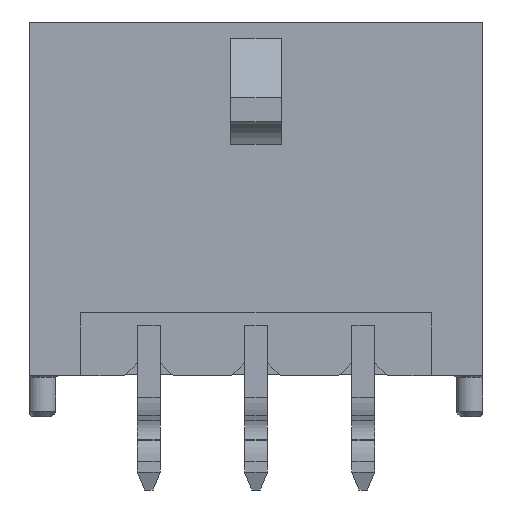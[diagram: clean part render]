
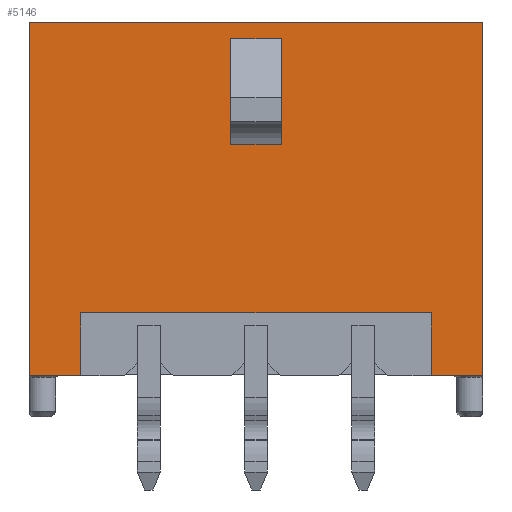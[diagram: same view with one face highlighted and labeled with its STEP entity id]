
A CAD part, left-side view. The second image highlights one B-rep face of the part: STEP entity #5146.
In plain terms, the highlighted planar face has unit normal (-1, 0, 0).
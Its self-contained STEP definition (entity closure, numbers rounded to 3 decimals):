
#773=ORIENTED_EDGE('',*,*,#2110,.T.);
#774=ORIENTED_EDGE('',*,*,#2111,.T.);
#775=ORIENTED_EDGE('',*,*,#2112,.F.);
#776=ORIENTED_EDGE('',*,*,#2113,.F.);
#777=ORIENTED_EDGE('',*,*,#2114,.F.);
#778=ORIENTED_EDGE('',*,*,#1954,.F.);
#779=ORIENTED_EDGE('',*,*,#2096,.T.);
#780=ORIENTED_EDGE('',*,*,#1908,.T.);
#781=ORIENTED_EDGE('',*,*,#2102,.F.);
#782=ORIENTED_EDGE('',*,*,#1822,.F.);
#783=ORIENTED_EDGE('',*,*,#2115,.F.);
#784=ORIENTED_EDGE('',*,*,#2116,.F.);
#1822=EDGE_CURVE('',#2558,#2552,#3076,.T.);
#1908=EDGE_CURVE('',#2632,#2631,#3162,.T.);
#1954=EDGE_CURVE('',#2676,#2677,#3206,.T.);
#2096=EDGE_CURVE('',#2676,#2632,#3346,.T.);
#2102=EDGE_CURVE('',#2552,#2631,#3349,.T.);
#2110=EDGE_CURVE('',#2757,#2758,#3356,.T.);
#2111=EDGE_CURVE('',#2758,#2759,#3357,.T.);
#2112=EDGE_CURVE('',#2760,#2759,#3358,.T.);
#2113=EDGE_CURVE('',#2757,#2760,#3359,.T.);
#2114=EDGE_CURVE('',#2677,#2761,#3360,.T.);
#2115=EDGE_CURVE('',#2762,#2558,#3361,.T.);
#2116=EDGE_CURVE('',#2761,#2762,#3362,.T.);
#2552=VERTEX_POINT('',#7286);
#2558=VERTEX_POINT('',#7298);
#2631=VERTEX_POINT('',#7468);
#2632=VERTEX_POINT('',#7470);
#2676=VERTEX_POINT('',#7561);
#2677=VERTEX_POINT('',#7563);
#2757=VERTEX_POINT('',#7868);
#2758=VERTEX_POINT('',#7869);
#2759=VERTEX_POINT('',#7871);
#2760=VERTEX_POINT('',#7873);
#2761=VERTEX_POINT('',#7876);
#2762=VERTEX_POINT('',#7878);
#3076=LINE('',#7299,#3788);
#3162=LINE('',#7469,#3874);
#3206=LINE('',#7562,#3918);
#3346=LINE('',#7831,#4058);
#3349=LINE('',#7852,#4061);
#3356=LINE('',#7867,#4068);
#3357=LINE('',#7870,#4069);
#3358=LINE('',#7872,#4070);
#3359=LINE('',#7874,#4071);
#3360=LINE('',#7875,#4072);
#3361=LINE('',#7877,#4073);
#3362=LINE('',#7879,#4074);
#3788=VECTOR('',#5868,1000.);
#3874=VECTOR('',#5976,1000.);
#3918=VECTOR('',#6028,1000.);
#4058=VECTOR('',#6258,1000.);
#4061=VECTOR('',#6263,1000.);
#4068=VECTOR('',#6276,1000.);
#4069=VECTOR('',#6277,1000.);
#4070=VECTOR('',#6278,1000.);
#4071=VECTOR('',#6279,1000.);
#4072=VECTOR('',#6280,1000.);
#4073=VECTOR('',#6281,1000.);
#4074=VECTOR('',#6282,1000.);
#4396=EDGE_LOOP('',(#773,#774,#775,#776));
#4397=EDGE_LOOP('',(#777,#778,#779,#780,#781,#782,#783,#784));
#4660=FACE_BOUND('',#4396,.T.);
#4661=FACE_BOUND('',#4397,.T.);
#4916=PLANE('',#5424);
#5146=ADVANCED_FACE('',(#4660,#4661),#4916,.T.);
#5424=AXIS2_PLACEMENT_3D('',#7866,#6274,#6275);
#5868=DIRECTION('',(0.,1.,0.));
#5976=DIRECTION('',(0.,1.,0.));
#6028=DIRECTION('',(0.,1.,0.));
#6258=DIRECTION('',(0.,0.,1.));
#6263=DIRECTION('',(0.,0.,1.));
#6274=DIRECTION('',(-1.,0.,0.));
#6275=DIRECTION('',(0.,0.,1.));
#6276=DIRECTION('',(0.,0.,1.));
#6277=DIRECTION('',(0.,-1.,0.));
#6278=DIRECTION('',(0.,0.,1.));
#6279=DIRECTION('',(0.,-1.,0.));
#6280=DIRECTION('',(0.,0.,1.));
#6281=DIRECTION('',(0.,0.,-1.));
#6282=DIRECTION('',(0.,1.,0.));
#7286=CARTESIAN_POINT('',(-3.43,6.35,-4.95));
#7298=CARTESIAN_POINT('',(-3.43,4.91,-4.95));
#7299=CARTESIAN_POINT('',(-3.43,-6.35,-4.95));
#7468=CARTESIAN_POINT('',(-3.43,6.35,4.95));
#7469=CARTESIAN_POINT('',(-3.43,-6.35,4.95));
#7470=CARTESIAN_POINT('',(-3.43,-6.35,4.95));
#7561=CARTESIAN_POINT('',(-3.43,-6.35,-4.95));
#7562=CARTESIAN_POINT('',(-3.43,-6.35,-4.95));
#7563=CARTESIAN_POINT('',(-3.43,-4.91,-4.95));
#7831=CARTESIAN_POINT('',(-3.43,-6.35,-4.95));
#7852=CARTESIAN_POINT('',(-3.43,6.35,-4.95));
#7866=CARTESIAN_POINT('',(-3.43,-6.35,-4.95));
#7867=CARTESIAN_POINT('',(-3.43,0.7,1.53));
#7868=CARTESIAN_POINT('',(-3.43,0.7,1.53));
#7869=CARTESIAN_POINT('',(-3.43,0.7,4.485));
#7870=CARTESIAN_POINT('',(-3.43,0.7,4.485));
#7871=CARTESIAN_POINT('',(-3.43,-0.7,4.485));
#7872=CARTESIAN_POINT('',(-3.43,-0.7,1.53));
#7873=CARTESIAN_POINT('',(-3.43,-0.7,1.53));
#7874=CARTESIAN_POINT('',(-3.43,0.7,1.53));
#7875=CARTESIAN_POINT('',(-3.43,-4.91,-4.95));
#7876=CARTESIAN_POINT('',(-3.43,-4.91,-3.19));
#7877=CARTESIAN_POINT('',(-3.43,4.91,-3.19));
#7878=CARTESIAN_POINT('',(-3.43,4.91,-3.19));
#7879=CARTESIAN_POINT('',(-3.43,-4.91,-3.19));
